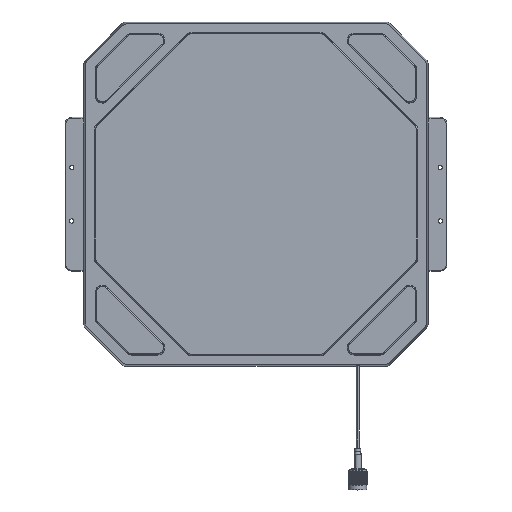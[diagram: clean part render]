
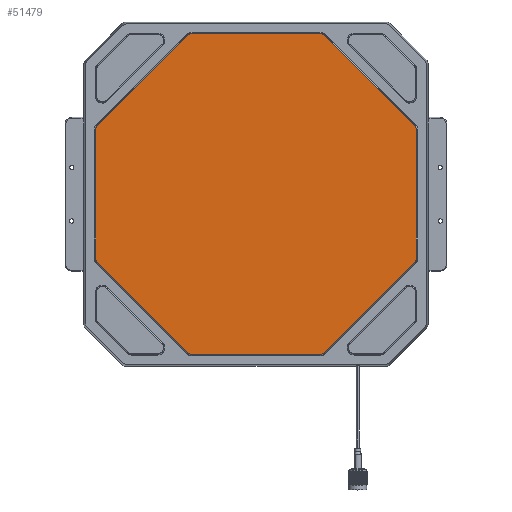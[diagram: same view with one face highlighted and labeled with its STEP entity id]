
A CAD part, top view. The second image highlights one B-rep face of the part: STEP entity #51479.
In plain terms, the highlighted planar face has unit normal (0, 0, 1).
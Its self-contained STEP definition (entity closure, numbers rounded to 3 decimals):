
#168 = DIRECTION ( 'NONE',  ( 0., 0., 1. ) ) ;
#690 = LINE ( 'NONE', #133951, #4269 ) ;
#1127 = CARTESIAN_POINT ( 'NONE',  ( 47.929, 120.211, 0. ) ) ;
#1211 = DIRECTION ( 'NONE',  ( 0.707, 0.707, 0. ) ) ;
#1710 = AXIS2_PLACEMENT_3D ( 'NONE', #13537, #37175, #46829 ) ;
#2684 = CARTESIAN_POINT ( 'NONE',  ( -118.893, -51.111, 0. ) ) ;
#2792 = VERTEX_POINT ( 'NONE', #38220 ) ;
#4269 = VECTOR ( 'NONE', #34031, 1000. ) ;
#5264 = DIRECTION ( 'NONE',  ( -0.707, -0.707, 0. ) ) ;
#5524 = DIRECTION ( 'NONE',  ( 1., 0., 0. ) ) ;
#5991 = DIRECTION ( 'NONE',  ( 0., 0., 1. ) ) ;
#6565 = CARTESIAN_POINT ( 'NONE',  ( 47.929, 120.211, 0. ) ) ;
#6954 = CARTESIAN_POINT ( 'NONE',  ( 120.211, -47.929, 0. ) ) ;
#8717 = ORIENTED_EDGE ( 'NONE', *, *, #98670, .T. ) ;
#9339 = EDGE_CURVE ( 'NONE', #112559, #103315, #79275, .T. ) ;
#9665 = CARTESIAN_POINT ( 'NONE',  ( 120.211, 47.929, 0. ) ) ;
#11558 = VECTOR ( 'NONE', #74336, 1000. ) ;
#12051 = EDGE_CURVE ( 'NONE', #124716, #143840, #138635, .T. ) ;
#12667 = AXIS2_PLACEMENT_3D ( 'NONE', #135137, #21931, #67072 ) ;
#13375 = EDGE_CURVE ( 'NONE', #103315, #49590, #133970, .T. ) ;
#13537 = CARTESIAN_POINT ( 'NONE',  ( -115.711, 47.929, 0. ) ) ;
#14599 = VECTOR ( 'NONE', #101161, 1000. ) ;
#16227 = CIRCLE ( 'NONE', #134280, 4.5 ) ;
#18211 = EDGE_CURVE ( 'NONE', #80660, #30929, #98994, .T. ) ;
#20726 = VERTEX_POINT ( 'NONE', #132418 ) ;
#21931 = DIRECTION ( 'NONE',  ( 0., 0., 1. ) ) ;
#23502 = EDGE_CURVE ( 'NONE', #72331, #79941, #30970, .T. ) ;
#23536 = VERTEX_POINT ( 'NONE', #28962 ) ;
#25991 = DIRECTION ( 'NONE',  ( 1., 0., 0. ) ) ;
#27071 = ORIENTED_EDGE ( 'NONE', *, *, #72367, .T. ) ;
#27144 = CIRCLE ( 'NONE', #12667, 4.5 ) ;
#28962 = CARTESIAN_POINT ( 'NONE',  ( 118.893, -51.111, 0. ) ) ;
#30929 = VERTEX_POINT ( 'NONE', #6565 ) ;
#30970 = CIRCLE ( 'NONE', #75871, 4.5 ) ;
#33255 = ORIENTED_EDGE ( 'NONE', *, *, #70363, .T. ) ;
#33270 = CARTESIAN_POINT ( 'NONE',  ( -118.893, -51.111, 0. ) ) ;
#33814 = LINE ( 'NONE', #2684, #14599 ) ;
#34031 = DIRECTION ( 'NONE',  ( 0., -1., 0. ) ) ;
#34181 = VERTEX_POINT ( 'NONE', #56998 ) ;
#36140 = EDGE_CURVE ( 'NONE', #49590, #2792, #690, .T. ) ;
#37079 = FACE_OUTER_BOUND ( 'NONE', #103232, .T. ) ;
#37175 = DIRECTION ( 'NONE',  ( 0., 0., 1. ) ) ;
#38220 = CARTESIAN_POINT ( 'NONE',  ( -120.211, -47.929, 0. ) ) ;
#39338 = AXIS2_PLACEMENT_3D ( 'NONE', #91935, #168, #44583 ) ;
#39878 = DIRECTION ( 'NONE',  ( -1., 0., 0. ) ) ;
#40995 = EDGE_CURVE ( 'NONE', #2792, #67123, #96574, .T. ) ;
#41342 = VECTOR ( 'NONE', #97954, 1000. ) ;
#41504 = EDGE_CURVE ( 'NONE', #140037, #145038, #130556, .T. ) ;
#43740 = DIRECTION ( 'NONE',  ( -0.707, -0.707, 0. ) ) ;
#44583 = DIRECTION ( 'NONE',  ( 0., -1., 0. ) ) ;
#45823 = AXIS2_PLACEMENT_3D ( 'NONE', #137013, #125880, #25991 ) ;
#46829 = DIRECTION ( 'NONE',  ( -0.707, 0.707, 0. ) ) ;
#49590 = VERTEX_POINT ( 'NONE', #66577 ) ;
#50905 = CARTESIAN_POINT ( 'NONE',  ( -51.111, -118.893, 0. ) ) ;
#51479 = ADVANCED_FACE ( 'NONE', ( #37079 ), #91864, .T. ) ;
#52656 = CARTESIAN_POINT ( 'NONE',  ( -47.929, -115.711, 0. ) ) ;
#53065 = ORIENTED_EDGE ( 'NONE', *, *, #41504, .T. ) ;
#54177 = ORIENTED_EDGE ( 'NONE', *, *, #18211, .T. ) ;
#54809 = CARTESIAN_POINT ( 'NONE',  ( 47.929, -120.211, 0. ) ) ;
#56998 = CARTESIAN_POINT ( 'NONE',  ( -47.929, 120.211, 0. ) ) ;
#60374 = DIRECTION ( 'NONE',  ( 0., 0., 1. ) ) ;
#63083 = VECTOR ( 'NONE', #43740, 1000. ) ;
#64346 = VECTOR ( 'NONE', #82813, 1000. ) ;
#66577 = CARTESIAN_POINT ( 'NONE',  ( -120.211, 47.929, 0. ) ) ;
#67072 = DIRECTION ( 'NONE',  ( 0., 1., 0. ) ) ;
#67123 = VERTEX_POINT ( 'NONE', #33270 ) ;
#68850 = ORIENTED_EDGE ( 'NONE', *, *, #83019, .T. ) ;
#70363 = EDGE_CURVE ( 'NONE', #30929, #34181, #78151, .T. ) ;
#72331 = VERTEX_POINT ( 'NONE', #50905 ) ;
#72367 = EDGE_CURVE ( 'NONE', #23536, #140037, #16227, .T. ) ;
#73301 = CARTESIAN_POINT ( 'NONE',  ( -47.929, -120.211, 0. ) ) ;
#73531 = CARTESIAN_POINT ( 'NONE',  ( 51.111, -118.893, 0. ) ) ;
#74067 = ORIENTED_EDGE ( 'NONE', *, *, #130822, .T. ) ;
#74336 = DIRECTION ( 'NONE',  ( 0., 1., 0. ) ) ;
#75491 = ORIENTED_EDGE ( 'NONE', *, *, #13375, .T. ) ;
#75793 = CARTESIAN_POINT ( 'NONE',  ( 118.893, 51.111, 0. ) ) ;
#75871 = AXIS2_PLACEMENT_3D ( 'NONE', #52656, #5991, #5264 ) ;
#78151 = LINE ( 'NONE', #1127, #122649 ) ;
#78208 = DIRECTION ( 'NONE',  ( 0.707, -0.707, 0. ) ) ;
#79275 = LINE ( 'NONE', #132579, #63083 ) ;
#79941 = VERTEX_POINT ( 'NONE', #110511 ) ;
#80660 = VERTEX_POINT ( 'NONE', #133117 ) ;
#82496 = AXIS2_PLACEMENT_3D ( 'NONE', #130858, #84289, #39878 ) ;
#82813 = DIRECTION ( 'NONE',  ( 0.707, 0.707, 0. ) ) ;
#83019 = EDGE_CURVE ( 'NONE', #145038, #20726, #128515, .T. ) ;
#84289 = DIRECTION ( 'NONE',  ( 0., 0., 1. ) ) ;
#85144 = VECTOR ( 'NONE', #116235, 1000. ) ;
#86202 = ORIENTED_EDGE ( 'NONE', *, *, #36140, .T. ) ;
#87838 = ORIENTED_EDGE ( 'NONE', *, *, #111941, .T. ) ;
#91409 = DIRECTION ( 'NONE',  ( -1., 0., 0. ) ) ;
#91864 = PLANE ( 'NONE',  #45823 ) ;
#91935 = CARTESIAN_POINT ( 'NONE',  ( 47.929, -115.711, 0. ) ) ;
#96038 = LINE ( 'NONE', #117527, #64346 ) ;
#96574 = CIRCLE ( 'NONE', #82496, 4.5 ) ;
#97954 = DIRECTION ( 'NONE',  ( -0.707, 0.707, 0. ) ) ;
#98155 = CARTESIAN_POINT ( 'NONE',  ( 120.211, -47.929, 0. ) ) ;
#98670 = EDGE_CURVE ( 'NONE', #79941, #124716, #125869, .T. ) ;
#98994 = CIRCLE ( 'NONE', #141542, 4.5 ) ;
#99670 = CARTESIAN_POINT ( 'NONE',  ( 115.711, -47.929, 0. ) ) ;
#100733 = ORIENTED_EDGE ( 'NONE', *, *, #23502, .T. ) ;
#101161 = DIRECTION ( 'NONE',  ( 0.707, -0.707, 0. ) ) ;
#102613 = CARTESIAN_POINT ( 'NONE',  ( 47.929, 115.711, 0. ) ) ;
#103173 = EDGE_CURVE ( 'NONE', #67123, #72331, #33814, .T. ) ;
#103232 = EDGE_LOOP ( 'NONE', ( #53065, #68850, #74067, #54177, #33255, #87838, #113324, #75491, #86202, #118901, #135144, #100733, #8717, #142287, #107032, #27071 ) ) ;
#103315 = VERTEX_POINT ( 'NONE', #135018 ) ;
#104802 = EDGE_CURVE ( 'NONE', #143840, #23536, #96038, .T. ) ;
#107032 = ORIENTED_EDGE ( 'NONE', *, *, #104802, .T. ) ;
#110511 = CARTESIAN_POINT ( 'NONE',  ( -47.929, -120.211, 0. ) ) ;
#111941 = EDGE_CURVE ( 'NONE', #34181, #112559, #27144, .T. ) ;
#112559 = VERTEX_POINT ( 'NONE', #125441 ) ;
#112954 = DIRECTION ( 'NONE',  ( 0., 0., 1. ) ) ;
#113324 = ORIENTED_EDGE ( 'NONE', *, *, #9339, .T. ) ;
#116235 = DIRECTION ( 'NONE',  ( 1., 0., 0. ) ) ;
#117527 = CARTESIAN_POINT ( 'NONE',  ( 51.111, -118.893, 0. ) ) ;
#118901 = ORIENTED_EDGE ( 'NONE', *, *, #40995, .T. ) ;
#120368 = DIRECTION ( 'NONE',  ( 0., 0., 1. ) ) ;
#121584 = LINE ( 'NONE', #75793, #41342 ) ;
#122649 = VECTOR ( 'NONE', #91409, 1000. ) ;
#124716 = VERTEX_POINT ( 'NONE', #54809 ) ;
#125441 = CARTESIAN_POINT ( 'NONE',  ( -51.111, 118.893, 0. ) ) ;
#125869 = LINE ( 'NONE', #73301, #85144 ) ;
#125880 = DIRECTION ( 'NONE',  ( 0., 0., 1. ) ) ;
#126941 = CARTESIAN_POINT ( 'NONE',  ( 115.711, 47.929, 0. ) ) ;
#128515 = CIRCLE ( 'NONE', #130834, 4.5 ) ;
#130556 = LINE ( 'NONE', #6954, #11558 ) ;
#130822 = EDGE_CURVE ( 'NONE', #20726, #80660, #121584, .T. ) ;
#130834 = AXIS2_PLACEMENT_3D ( 'NONE', #126941, #60374, #5524 ) ;
#130858 = CARTESIAN_POINT ( 'NONE',  ( -115.711, -47.929, 0. ) ) ;
#132418 = CARTESIAN_POINT ( 'NONE',  ( 118.893, 51.111, 0. ) ) ;
#132579 = CARTESIAN_POINT ( 'NONE',  ( -51.111, 118.893, 0. ) ) ;
#133117 = CARTESIAN_POINT ( 'NONE',  ( 51.111, 118.893, 0. ) ) ;
#133951 = CARTESIAN_POINT ( 'NONE',  ( -120.211, 47.929, 0. ) ) ;
#133970 = CIRCLE ( 'NONE', #1710, 4.5 ) ;
#134280 = AXIS2_PLACEMENT_3D ( 'NONE', #99670, #120368, #78208 ) ;
#135018 = CARTESIAN_POINT ( 'NONE',  ( -118.893, 51.111, 0. ) ) ;
#135137 = CARTESIAN_POINT ( 'NONE',  ( -47.929, 115.711, 0. ) ) ;
#135144 = ORIENTED_EDGE ( 'NONE', *, *, #103173, .T. ) ;
#137013 = CARTESIAN_POINT ( 'NONE',  ( 0., 0., 0. ) ) ;
#138635 = CIRCLE ( 'NONE', #39338, 4.5 ) ;
#140037 = VERTEX_POINT ( 'NONE', #98155 ) ;
#141542 = AXIS2_PLACEMENT_3D ( 'NONE', #102613, #112954, #1211 ) ;
#142287 = ORIENTED_EDGE ( 'NONE', *, *, #12051, .T. ) ;
#143840 = VERTEX_POINT ( 'NONE', #73531 ) ;
#145038 = VERTEX_POINT ( 'NONE', #9665 ) ;
